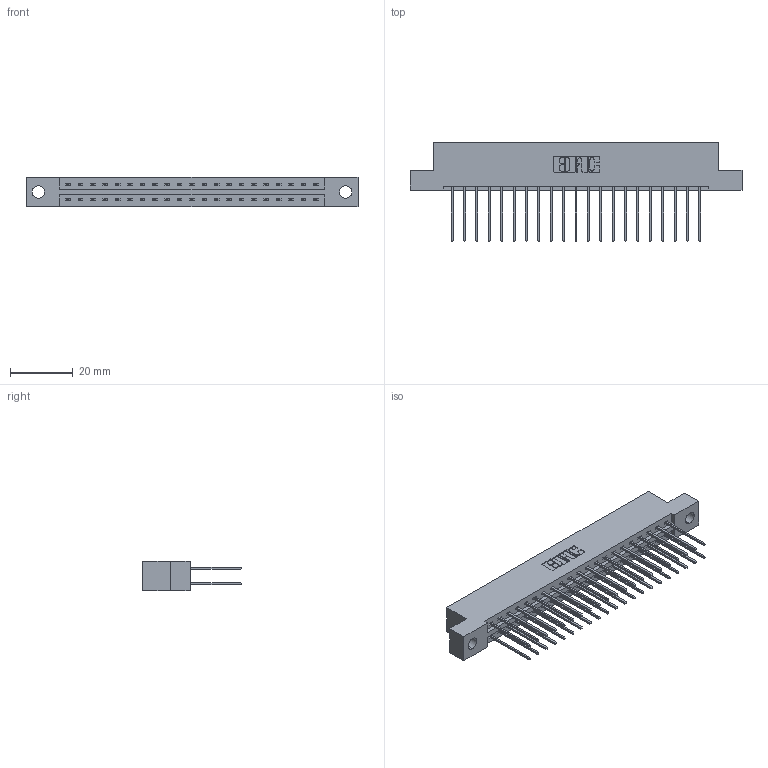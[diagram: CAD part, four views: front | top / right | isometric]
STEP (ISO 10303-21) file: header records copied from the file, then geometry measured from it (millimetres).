
FILE_DESCRIPTION (( 'STEP AP203' ), '1' );
FILE_NAME ('387-042-542-204.STEP', '2019-10-18T04:14:35', ( '' ), ( '' ), 'SwSTEP 2.0', 'SolidWorks 2016', '' );
FILE_SCHEMA (( 'CONFIG_CONTROL_DESIGN' ));
Length unit declared in the file: inch
Products named in the file (3): 337 Part_Flush Mounting Lugs - 0.156 Dia-TH; 345-292-001_345-293-142; 387-042-542-204
Assembly tree (43 placements, depth 2):
  387-042-542-204
    337 Part_Flush Mounting Lugs - 0.156 Dia-TH
    345-292-001_345-293-142  x42
Bounding box: 106.22 x 31.63 x 9.4 mm (x, y, z)
Volume: 11023 mm3; surface area: 13031 mm2
Topology: 43 solids, 43 shells, 2382 faces, 7073 edges, 4658 vertices
Faces by surface type: plane 1666, cylinder 716
Entity records: 19019 total; most frequent: CARTESIAN_POINT 3222, ORIENTED_EDGE 3158, DIRECTION 2779, EDGE_CURVE 1579, VECTOR 1451, LINE 1451, VERTEX_POINT 1050, AXIS2_PLACEMENT_3D 664
